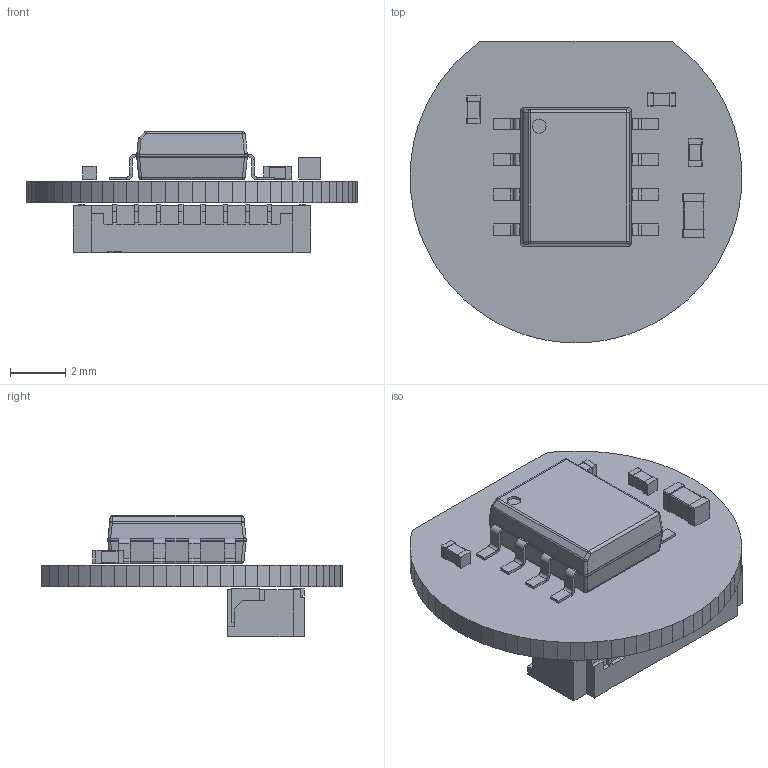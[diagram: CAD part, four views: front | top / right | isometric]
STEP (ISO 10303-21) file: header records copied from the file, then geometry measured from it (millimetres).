
FILE_DESCRIPTION(('KiCad electronic assembly'),'2;1');
FILE_NAME('motor-encoder.step','2023-07-21T14:20:09',('Pcbnew'),('Kicad' ),'Open CASCADE STEP processor 7.6','KiCad to STEP converter', 'Unknown');
FILE_SCHEMA(('AUTOMOTIVE_DESIGN { 1 0 10303 214 1 1 1 1 }'));
Length unit declared in the file: millimetre
Products named in the file (10): motor-encoder 1; C_0603_1608Metric; SOLID; C_0402_1005Metric; SOIC127P600X175-8L; COMPOUND; DF52-8S-0.8H_21_; PCB
Assembly tree (11 placements, depth 3):
  motor-encoder 1
    C_0603_1608Metric
      SOLID
    C_0402_1005Metric  x3
      SOLID
    SOIC127P600X175-8L
      COMPOUND
    DF52-8S-0.8H_21_
      SOLID
    PCB
Bounding box: 12 x 10.91 x 4.38 mm (x, y, z)
Volume: 156.7 mm3; surface area: 433 mm2
Topology: 15 solids, 16 shells, 602 faces, 1504 edges, 933 vertices
Faces by surface type: plane 462, cylinder 122, sphere 10, bspline 8
Full cylindrical faces by diameter (mm): 0.5 x1
Entity records: 35044 total; most frequent: CARTESIAN_POINT 7184, DIRECTION 5044, LINE 3555, VECTOR 3555, ORIENTED_EDGE 2699, PCURVE 2699, DEFINITIONAL_REPRESENTATION 2699, EDGE_CURVE 1350
